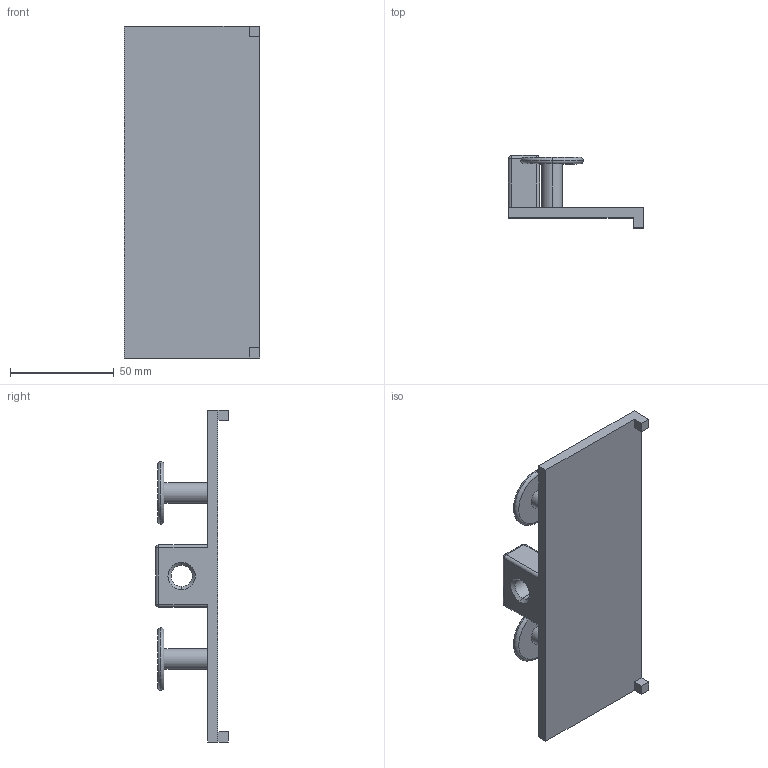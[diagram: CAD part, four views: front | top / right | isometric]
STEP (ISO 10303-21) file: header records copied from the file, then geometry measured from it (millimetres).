
FILE_DESCRIPTION (( 'STEP AP203' ), '1' );
FILE_NAME ('Mittelplatte.STEP', '2025-04-20T13:55:52', ( '' ), ( '' ), 'SwSTEP 2.0', 'SolidWorks 2024', '' );
FILE_SCHEMA (( 'CONFIG_CONTROL_DESIGN' ));
Length unit declared in the file: millimetre
Products named in the file (1): Mittelplatte
Bounding box: 65 x 35 x 159.8 mm (x, y, z)
Volume: 69442.1 mm3; surface area: 29793.9 mm2
Topology: 1 solids, 1 shells, 48 faces, 112 edges, 66 vertices
Faces by surface type: plane 20, cylinder 14, torus 8, sphere 4, cone 2
Entity records: 1419 total; most frequent: DIRECTION 256, CARTESIAN_POINT 223, ORIENTED_EDGE 216, EDGE_CURVE 108, AXIS2_PLACEMENT_3D 99, VERTEX_POINT 66, LINE 58, VECTOR 58
